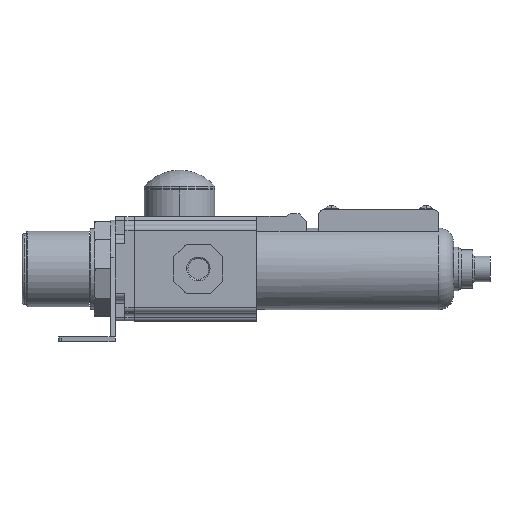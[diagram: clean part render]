
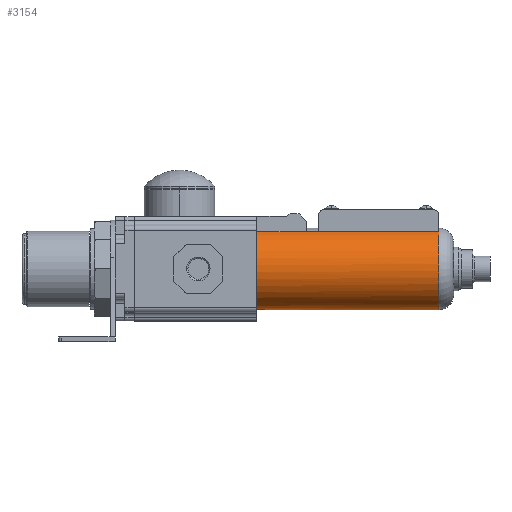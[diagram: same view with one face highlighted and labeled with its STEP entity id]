
A CAD part, left-side view. The second image highlights one B-rep face of the part: STEP entity #3154.
In plain terms, the highlighted cylindrical face has radius 16.75 mm (diameter 33.5 mm), a partial arc.
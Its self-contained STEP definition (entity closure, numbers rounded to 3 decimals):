
#402 = DIRECTION ( 'NONE',  ( 0., 0., -1. ) ) ;
#562 = DIRECTION ( 'NONE',  ( 0., -1., 0. ) ) ;
#570 = CYLINDRICAL_SURFACE ( 'NONE', #5694, 16.75 ) ;
#735 = CARTESIAN_POINT ( 'NONE',  ( 7., -99., -15.217 ) ) ;
#825 = AXIS2_PLACEMENT_3D ( 'NONE', #3851, #5646, #402 ) ;
#938 = EDGE_CURVE ( 'NONE', #6727, #5834, #2160, .T. ) ;
#971 = EDGE_CURVE ( 'NONE', #3849, #6717, #4120, .T. ) ;
#1091 = CARTESIAN_POINT ( 'NONE',  ( 0., -99., 0. ) ) ;
#1117 = ORIENTED_EDGE ( 'NONE', *, *, #938, .T. ) ;
#1386 = EDGE_CURVE ( 'NONE', #5458, #3849, #4127, .T. ) ;
#1656 = DIRECTION ( 'NONE',  ( 0., 0., 1. ) ) ;
#1747 = VECTOR ( 'NONE', #4050, 1000. ) ;
#1840 = LINE ( 'NONE', #1882, #5570 ) ;
#1882 = CARTESIAN_POINT ( 'NONE',  ( -7., -120., 15.217 ) ) ;
#1934 = ORIENTED_EDGE ( 'NONE', *, *, #2452, .F. ) ;
#1978 = VERTEX_POINT ( 'NONE', #4704 ) ;
#2081 = CARTESIAN_POINT ( 'NONE',  ( -7., -49.5, 15.217 ) ) ;
#2160 = LINE ( 'NONE', #2081, #5091 ) ;
#2235 = CARTESIAN_POINT ( 'NONE',  ( 0., -24., 0. ) ) ;
#2254 = EDGE_CURVE ( 'NONE', #6727, #5458, #1840, .T. ) ;
#2398 = ORIENTED_EDGE ( 'NONE', *, *, #4021, .F. ) ;
#2452 = EDGE_CURVE ( 'NONE', #6717, #1978, #2681, .T. ) ;
#2681 = LINE ( 'NONE', #5529, #3240 ) ;
#2692 = AXIS2_PLACEMENT_3D ( 'NONE', #2235, #6919, #1656 ) ;
#2782 = CARTESIAN_POINT ( 'NONE',  ( -7., -24., 15.217 ) ) ;
#2856 = LINE ( 'NONE', #6962, #1747 ) ;
#2889 = AXIS2_PLACEMENT_3D ( 'NONE', #1091, #562, #3510 ) ;
#3054 = DIRECTION ( 'NONE',  ( 0., 1., 0. ) ) ;
#3120 = EDGE_LOOP ( 'NONE', ( #6913, #7540, #4926, #1117, #2398, #5758, #1934 ) ) ;
#3154 = ADVANCED_FACE ( 'NONE', ( #5893 ), #570, .T. ) ;
#3240 = VECTOR ( 'NONE', #6073, 1000. ) ;
#3510 = DIRECTION ( 'NONE',  ( 0., 0., -1. ) ) ;
#3849 = VERTEX_POINT ( 'NONE', #4404 ) ;
#3851 = CARTESIAN_POINT ( 'NONE',  ( 0., -99., 0. ) ) ;
#3913 = VERTEX_POINT ( 'NONE', #2782 ) ;
#4021 = EDGE_CURVE ( 'NONE', #3913, #5834, #2856, .T. ) ;
#4050 = DIRECTION ( 'NONE',  ( 0., -1., 0. ) ) ;
#4120 = CIRCLE ( 'NONE', #825, 16.75 ) ;
#4127 = CIRCLE ( 'NONE', #2889, 16.75 ) ;
#4144 = CARTESIAN_POINT ( 'NONE',  ( -7., -99., 15.217 ) ) ;
#4404 = CARTESIAN_POINT ( 'NONE',  ( 0., -99., -16.75 ) ) ;
#4467 = EDGE_CURVE ( 'NONE', #1978, #3913, #7242, .T. ) ;
#4704 = CARTESIAN_POINT ( 'NONE',  ( 7., -24., -15.217 ) ) ;
#4926 = ORIENTED_EDGE ( 'NONE', *, *, #2254, .F. ) ;
#5087 = CARTESIAN_POINT ( 'NONE',  ( -7., -44.5, 15.217 ) ) ;
#5091 = VECTOR ( 'NONE', #6725, 1000. ) ;
#5458 = VERTEX_POINT ( 'NONE', #4144 ) ;
#5529 = CARTESIAN_POINT ( 'NONE',  ( 7., -99., -15.217 ) ) ;
#5570 = VECTOR ( 'NONE', #6484, 1000. ) ;
#5646 = DIRECTION ( 'NONE',  ( 0., -1., 0. ) ) ;
#5694 = AXIS2_PLACEMENT_3D ( 'NONE', #7044, #3054, #6428 ) ;
#5758 = ORIENTED_EDGE ( 'NONE', *, *, #4467, .F. ) ;
#5834 = VERTEX_POINT ( 'NONE', #5087 ) ;
#5866 = CARTESIAN_POINT ( 'NONE',  ( -7., -49.5, 15.217 ) ) ;
#5893 = FACE_OUTER_BOUND ( 'NONE', #3120, .T. ) ;
#6073 = DIRECTION ( 'NONE',  ( 0., 1., 0. ) ) ;
#6428 = DIRECTION ( 'NONE',  ( 0.908, 0., 0.418 ) ) ;
#6484 = DIRECTION ( 'NONE',  ( 0., -1., 0. ) ) ;
#6717 = VERTEX_POINT ( 'NONE', #735 ) ;
#6725 = DIRECTION ( 'NONE',  ( 0., 1., 0. ) ) ;
#6727 = VERTEX_POINT ( 'NONE', #5866 ) ;
#6913 = ORIENTED_EDGE ( 'NONE', *, *, #971, .F. ) ;
#6919 = DIRECTION ( 'NONE',  ( 0., 1., 0. ) ) ;
#6962 = CARTESIAN_POINT ( 'NONE',  ( -7., -120., 15.217 ) ) ;
#7044 = CARTESIAN_POINT ( 'NONE',  ( 0., -120., 0. ) ) ;
#7242 = CIRCLE ( 'NONE', #2692, 16.75 ) ;
#7540 = ORIENTED_EDGE ( 'NONE', *, *, #1386, .F. ) ;
